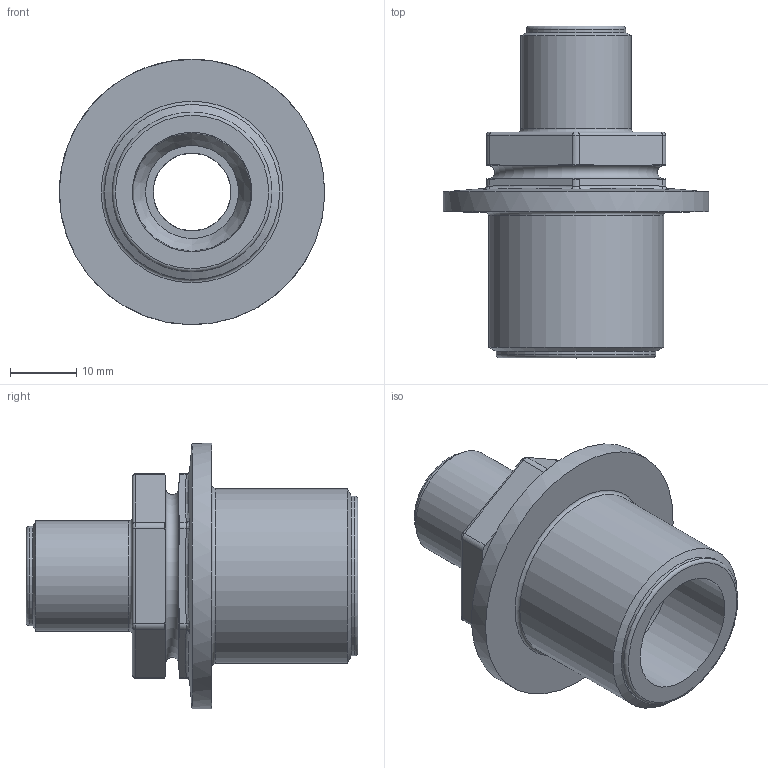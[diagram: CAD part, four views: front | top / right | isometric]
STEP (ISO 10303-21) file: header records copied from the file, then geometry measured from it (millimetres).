
FILE_DESCRIPTION( ( 'Unknown' ), '1' );
FILE_NAME( '2402031.stp', 'Unknown', ( 'Unknown' ), ( 'Unknown' ), 'PSStep 13.0', 'Unknown', ' ' );
FILE_SCHEMA( ( 'AUTOMOTIVE_DESIGN { 1 0 10303 214 1 1 1 1 }' ) );
Length unit declared in the file: millimetre
Products named in the file (1): 1
Bounding box: 39.99 x 50 x 40 mm (x, y, z)
Volume: 15849.4 mm3; surface area: 8394.9 mm2
Topology: 1 solids, 1 shells, 74 faces, 174 edges, 105 vertices
Faces by surface type: cylinder 25, plane 17, bspline 12, torus 11, cone 9
Full cylindrical faces by diameter (mm): 12 x1, 14.95 x1, 16.65 x1, 18 x1, 24.1 x1, 26.4 x1, 40 x1
Entity records: 3580 total; most frequent: CARTESIAN_POINT 1543, ORIENTED_EDGE 288, DIRECTION 258, EDGE_CURVE 144, AXIS2_PLACEMENT_3D 111, EDGE_LOOP 100, VERTEX_POINT 96, FACE_OUTER_BOUND 86
